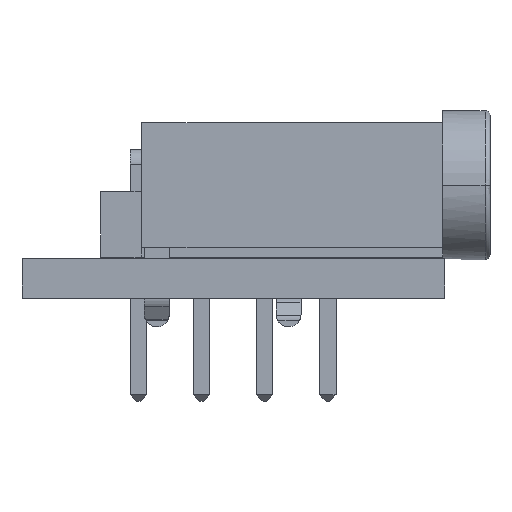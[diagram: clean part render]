
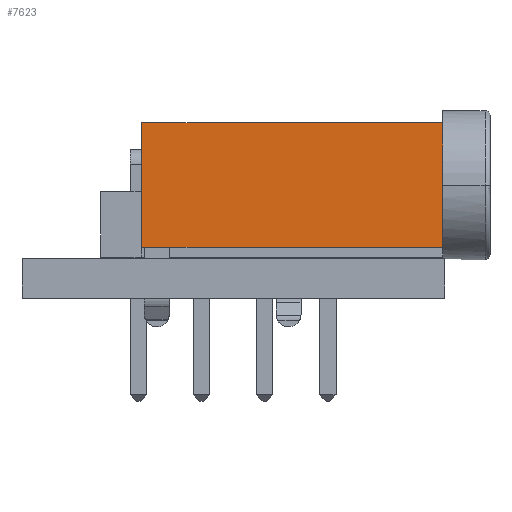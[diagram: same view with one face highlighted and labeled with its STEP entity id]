
A CAD part, front view. The second image highlights one B-rep face of the part: STEP entity #7623.
In plain terms, the highlighted free-form (B-spline) face has degree [1, 1] with [2, 2] control points.
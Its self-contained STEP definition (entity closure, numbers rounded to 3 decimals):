
#7168 = B_SPLINE_SURFACE_WITH_KNOTS('',1,1,(
    (#7169,#7170)
    ,(#7171,#7172
    )),.UNSPECIFIED.,.F.,.F.,.F.,(2,2),(2,2),(-7.2,0.),(
    0.,5.4),.PIECEWISE_BEZIER_KNOTS.);
#7169 = CARTESIAN_POINT('',(7.2,0.,-12.1));
#7170 = CARTESIAN_POINT('',(7.2,5.4,-12.1));
#7171 = CARTESIAN_POINT('',(0.,0.,-12.1));
#7172 = CARTESIAN_POINT('',(0.,5.4,-12.1));
#7292 = B_SPLINE_SURFACE_WITH_KNOTS('',1,1,(
    (#7293,#7294)
    ,(#7295,#7296
    )),.UNSPECIFIED.,.F.,.F.,.F.,(2,2),(2,2),(-2.832,
    0.),(0.,5.4),.PIECEWISE_BEZIER_KNOTS.);
#7293 = CARTESIAN_POINT('',(2.832,0.,0.));
#7294 = CARTESIAN_POINT('',(2.832,5.4,0.));
#7295 = CARTESIAN_POINT('',(0.,0.,0.));
#7296 = CARTESIAN_POINT('',(0.,5.4,0.));
#7623 = ADVANCED_FACE('',(#7624),#7637,.T.);
#7624 = FACE_BOUND('',#7625,.T.);
#7625 = EDGE_LOOP('',(#7626,#7653,#7678,#7698));
#7626 = ORIENTED_EDGE('',*,*,#7627,.T.);
#7627 = EDGE_CURVE('',#7628,#7630,#7632,.T.);
#7628 = VERTEX_POINT('',#7629);
#7629 = CARTESIAN_POINT('',(0.,5.4,-12.1));
#7630 = VERTEX_POINT('',#7631);
#7631 = CARTESIAN_POINT('',(0.,0.4,-12.1));
#7632 = SURFACE_CURVE('',#7633,(#7636,#7647),.PCURVE_S1.);
#7633 = B_SPLINE_CURVE_WITH_KNOTS('',1,(#7634,#7635),.UNSPECIFIED.,.F.,
  .F.,(2,2),(-5.4,-0.4),.PIECEWISE_BEZIER_KNOTS.);
#7634 = CARTESIAN_POINT('',(0.,5.4,-12.1));
#7635 = CARTESIAN_POINT('',(0.,0.4,-12.1));
#7636 = PCURVE('',#7637,#7642);
#7637 = B_SPLINE_SURFACE_WITH_KNOTS('',1,1,(
    (#7638,#7639)
    ,(#7640,#7641
    )),.UNSPECIFIED.,.F.,.F.,.F.,(2,2),(2,2),(-5.4,-0.4),(0.,12.1),
  .PIECEWISE_BEZIER_KNOTS.);
#7638 = CARTESIAN_POINT('',(0.,5.4,-12.1));
#7639 = CARTESIAN_POINT('',(0.,5.4,0.));
#7640 = CARTESIAN_POINT('',(0.,0.4,-12.1));
#7641 = CARTESIAN_POINT('',(0.,0.4,0.));
#7642 = DEFINITIONAL_REPRESENTATION('',(#7643),#7646);
#7643 = B_SPLINE_CURVE_WITH_KNOTS('',1,(#7644,#7645),.UNSPECIFIED.,.F.,
  .F.,(2,2),(-5.4,-0.4),.PIECEWISE_BEZIER_KNOTS.);
#7644 = CARTESIAN_POINT('',(-5.4,0.));
#7645 = CARTESIAN_POINT('',(-0.4,0.));
#7646 = ( GEOMETRIC_REPRESENTATION_CONTEXT(2) 
PARAMETRIC_REPRESENTATION_CONTEXT() REPRESENTATION_CONTEXT('2D SPACE',''
  ) );
#7647 = PCURVE('',#7168,#7648);
#7648 = DEFINITIONAL_REPRESENTATION('',(#7649),#7652);
#7649 = B_SPLINE_CURVE_WITH_KNOTS('',1,(#7650,#7651),.UNSPECIFIED.,.F.,
  .F.,(2,2),(-5.4,-0.4),.PIECEWISE_BEZIER_KNOTS.);
#7650 = CARTESIAN_POINT('',(0.,5.4));
#7651 = CARTESIAN_POINT('',(0.,0.4));
#7652 = ( GEOMETRIC_REPRESENTATION_CONTEXT(2) 
PARAMETRIC_REPRESENTATION_CONTEXT() REPRESENTATION_CONTEXT('2D SPACE',''
  ) );
#7653 = ORIENTED_EDGE('',*,*,#7654,.F.);
#7654 = EDGE_CURVE('',#7655,#7630,#7657,.T.);
#7655 = VERTEX_POINT('',#7656);
#7656 = CARTESIAN_POINT('',(0.,0.4,0.));
#7657 = SURFACE_CURVE('',#7658,(#7661,#7667),.PCURVE_S1.);
#7658 = B_SPLINE_CURVE_WITH_KNOTS('',1,(#7659,#7660),.UNSPECIFIED.,.F.,
  .F.,(2,2),(0.,12.1),.PIECEWISE_BEZIER_KNOTS.);
#7659 = CARTESIAN_POINT('',(0.,0.4,0.));
#7660 = CARTESIAN_POINT('',(0.,0.4,-12.1));
#7661 = PCURVE('',#7637,#7662);
#7662 = DEFINITIONAL_REPRESENTATION('',(#7663),#7666);
#7663 = B_SPLINE_CURVE_WITH_KNOTS('',1,(#7664,#7665),.UNSPECIFIED.,.F.,
  .F.,(2,2),(0.,12.1),.PIECEWISE_BEZIER_KNOTS.);
#7664 = CARTESIAN_POINT('',(-0.4,12.1));
#7665 = CARTESIAN_POINT('',(-0.4,0.));
#7666 = ( GEOMETRIC_REPRESENTATION_CONTEXT(2) 
PARAMETRIC_REPRESENTATION_CONTEXT() REPRESENTATION_CONTEXT('2D SPACE',''
  ) );
#7667 = PCURVE('',#7668,#7673);
#7668 = B_SPLINE_SURFACE_WITH_KNOTS('',1,1,(
    (#7669,#7670)
    ,(#7671,#7672
    )),.UNSPECIFIED.,.F.,.F.,.F.,(2,2),(2,2),(-12.1,0.),(
    0.,1.1),.PIECEWISE_BEZIER_KNOTS.);
#7669 = CARTESIAN_POINT('',(0.,0.4,0.));
#7670 = CARTESIAN_POINT('',(1.1,0.4,0.));
#7671 = CARTESIAN_POINT('',(0.,0.4,-12.1));
#7672 = CARTESIAN_POINT('',(1.1,0.4,-12.1));
#7673 = DEFINITIONAL_REPRESENTATION('',(#7674),#7677);
#7674 = B_SPLINE_CURVE_WITH_KNOTS('',1,(#7675,#7676),.UNSPECIFIED.,.F.,
  .F.,(2,2),(0.,12.1),.PIECEWISE_BEZIER_KNOTS.);
#7675 = CARTESIAN_POINT('',(-12.1,0.));
#7676 = CARTESIAN_POINT('',(0.,0.));
#7677 = ( GEOMETRIC_REPRESENTATION_CONTEXT(2) 
PARAMETRIC_REPRESENTATION_CONTEXT() REPRESENTATION_CONTEXT('2D SPACE',''
  ) );
#7678 = ORIENTED_EDGE('',*,*,#7679,.F.);
#7679 = EDGE_CURVE('',#7680,#7655,#7682,.T.);
#7680 = VERTEX_POINT('',#7681);
#7681 = CARTESIAN_POINT('',(0.,5.4,0.));
#7682 = SURFACE_CURVE('',#7683,(#7686,#7692),.PCURVE_S1.);
#7683 = B_SPLINE_CURVE_WITH_KNOTS('',1,(#7684,#7685),.UNSPECIFIED.,.F.,
  .F.,(2,2),(-5.4,-0.4),.PIECEWISE_BEZIER_KNOTS.);
#7684 = CARTESIAN_POINT('',(0.,5.4,0.));
#7685 = CARTESIAN_POINT('',(0.,0.4,0.));
#7686 = PCURVE('',#7637,#7687);
#7687 = DEFINITIONAL_REPRESENTATION('',(#7688),#7691);
#7688 = B_SPLINE_CURVE_WITH_KNOTS('',1,(#7689,#7690),.UNSPECIFIED.,.F.,
  .F.,(2,2),(-5.4,-0.4),.PIECEWISE_BEZIER_KNOTS.);
#7689 = CARTESIAN_POINT('',(-5.4,12.1));
#7690 = CARTESIAN_POINT('',(-0.4,12.1));
#7691 = ( GEOMETRIC_REPRESENTATION_CONTEXT(2) 
PARAMETRIC_REPRESENTATION_CONTEXT() REPRESENTATION_CONTEXT('2D SPACE',''
  ) );
#7692 = PCURVE('',#7292,#7693);
#7693 = DEFINITIONAL_REPRESENTATION('',(#7694),#7697);
#7694 = B_SPLINE_CURVE_WITH_KNOTS('',1,(#7695,#7696),.UNSPECIFIED.,.F.,
  .F.,(2,2),(-5.4,-0.4),.PIECEWISE_BEZIER_KNOTS.);
#7695 = CARTESIAN_POINT('',(0.,5.4));
#7696 = CARTESIAN_POINT('',(0.,0.4));
#7697 = ( GEOMETRIC_REPRESENTATION_CONTEXT(2) 
PARAMETRIC_REPRESENTATION_CONTEXT() REPRESENTATION_CONTEXT('2D SPACE',''
  ) );
#7698 = ORIENTED_EDGE('',*,*,#7699,.F.);
#7699 = EDGE_CURVE('',#7628,#7680,#7700,.T.);
#7700 = SURFACE_CURVE('',#7701,(#7704,#7710),.PCURVE_S1.);
#7701 = B_SPLINE_CURVE_WITH_KNOTS('',1,(#7702,#7703),.UNSPECIFIED.,.F.,
  .F.,(2,2),(0.,12.1),.PIECEWISE_BEZIER_KNOTS.);
#7702 = CARTESIAN_POINT('',(0.,5.4,-12.1));
#7703 = CARTESIAN_POINT('',(0.,5.4,0.));
#7704 = PCURVE('',#7637,#7705);
#7705 = DEFINITIONAL_REPRESENTATION('',(#7706),#7709);
#7706 = B_SPLINE_CURVE_WITH_KNOTS('',1,(#7707,#7708),.UNSPECIFIED.,.F.,
  .F.,(2,2),(0.,12.1),.PIECEWISE_BEZIER_KNOTS.);
#7707 = CARTESIAN_POINT('',(-5.4,0.));
#7708 = CARTESIAN_POINT('',(-5.4,12.1));
#7709 = ( GEOMETRIC_REPRESENTATION_CONTEXT(2) 
PARAMETRIC_REPRESENTATION_CONTEXT() REPRESENTATION_CONTEXT('2D SPACE',''
  ) );
#7710 = PCURVE('',#7711,#7716);
#7711 = B_SPLINE_SURFACE_WITH_KNOTS('',1,1,(
    (#7712,#7713)
    ,(#7714,#7715
    )),.UNSPECIFIED.,.F.,.F.,.F.,(2,2),(2,2),(0.,12.1),(0.,7.2),
  .PIECEWISE_BEZIER_KNOTS.);
#7712 = CARTESIAN_POINT('',(0.,5.4,-12.1));
#7713 = CARTESIAN_POINT('',(7.2,5.4,-12.1));
#7714 = CARTESIAN_POINT('',(0.,5.4,0.));
#7715 = CARTESIAN_POINT('',(7.2,5.4,0.));
#7716 = DEFINITIONAL_REPRESENTATION('',(#7717),#7720);
#7717 = B_SPLINE_CURVE_WITH_KNOTS('',1,(#7718,#7719),.UNSPECIFIED.,.F.,
  .F.,(2,2),(0.,12.1),.PIECEWISE_BEZIER_KNOTS.);
#7718 = CARTESIAN_POINT('',(0.,0.));
#7719 = CARTESIAN_POINT('',(12.1,0.));
#7720 = ( GEOMETRIC_REPRESENTATION_CONTEXT(2) 
PARAMETRIC_REPRESENTATION_CONTEXT() REPRESENTATION_CONTEXT('2D SPACE',''
  ) );
